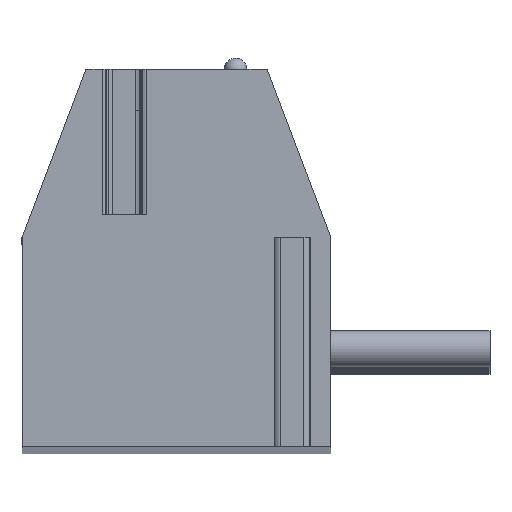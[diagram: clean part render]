
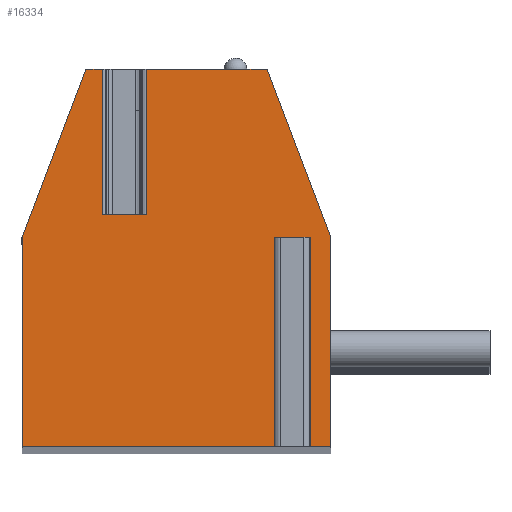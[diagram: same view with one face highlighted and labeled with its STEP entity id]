
A CAD part, top view. The second image highlights one B-rep face of the part: STEP entity #16334.
In plain terms, the highlighted planar face has unit normal (0, 0, 1).
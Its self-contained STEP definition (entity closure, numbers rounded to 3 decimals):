
#13=DIRECTION('',(0.,1.,0.));
#14=VECTOR('',#13,3.2);
#15=CARTESIAN_POINT('',(-1.636,1.,89.535));
#16=LINE('',#15,#14);
#17=DIRECTION('',(1.,0.,0.));
#18=VECTOR('',#17,0.972);
#19=CARTESIAN_POINT('',(-1.636,1.,89.535));
#20=LINE('',#19,#18);
#21=DIRECTION('',(0.,1.,0.));
#22=VECTOR('',#21,3.2);
#23=CARTESIAN_POINT('',(-0.664,1.,89.535));
#24=LINE('',#23,#22);
#25=DIRECTION('',(-1.,0.,0.));
#26=VECTOR('',#25,2.659);
#27=CARTESIAN_POINT('',(1.995,4.2,89.535));
#28=LINE('',#27,#26);
#29=DIRECTION('',(-0.355,0.935,0.));
#30=VECTOR('',#29,3.958);
#31=CARTESIAN_POINT('',(3.4,0.5,89.535));
#32=LINE('',#31,#30);
#33=DIRECTION('',(0.,1.,0.));
#34=VECTOR('',#33,4.6);
#35=CARTESIAN_POINT('',(3.4,-4.1,89.535));
#36=LINE('',#35,#34);
#37=DIRECTION('',(1.,0.,0.));
#38=VECTOR('',#37,0.625);
#39=CARTESIAN_POINT('',(2.775,-4.1,89.535));
#40=LINE('',#39,#38);
#41=DIRECTION('',(0.,1.,0.));
#42=VECTOR('',#41,4.6);
#43=CARTESIAN_POINT('',(2.775,-4.1,89.535));
#44=LINE('',#43,#42);
#45=DIRECTION('',(-1.,0.,0.));
#46=VECTOR('',#45,0.45);
#47=CARTESIAN_POINT('',(2.775,0.5,89.535));
#48=LINE('',#47,#46);
#49=DIRECTION('',(0.,1.,0.));
#50=VECTOR('',#49,4.6);
#51=CARTESIAN_POINT('',(2.325,-4.1,89.535));
#52=LINE('',#51,#50);
#53=DIRECTION('',(1.,0.,0.));
#54=VECTOR('',#53,5.725);
#55=CARTESIAN_POINT('',(-3.4,-4.1,89.535));
#56=LINE('',#55,#54);
#57=DIRECTION('',(0.,-1.,0.));
#58=VECTOR('',#57,4.6);
#59=CARTESIAN_POINT('',(-3.4,0.5,89.535));
#60=LINE('',#59,#58);
#61=DIRECTION('',(-0.355,-0.935,0.));
#62=VECTOR('',#61,3.958);
#63=CARTESIAN_POINT('',(-1.995,4.2,89.535));
#64=LINE('',#63,#62);
#65=DIRECTION('',(-1.,0.,0.));
#66=VECTOR('',#65,0.359);
#67=CARTESIAN_POINT('',(-1.636,4.2,89.535));
#68=LINE('',#67,#66);
#12813=CARTESIAN_POINT('',(-1.995,4.2,89.535));
#12814=CARTESIAN_POINT('',(-3.4,0.5,89.535));
#12815=VERTEX_POINT('',#12813);
#12816=VERTEX_POINT('',#12814);
#12817=CARTESIAN_POINT('',(-3.4,-4.1,89.535));
#12818=VERTEX_POINT('',#12817);
#12819=CARTESIAN_POINT('',(3.4,-4.1,89.535));
#12820=CARTESIAN_POINT('',(3.4,0.5,89.535));
#12821=VERTEX_POINT('',#12819);
#12822=VERTEX_POINT('',#12820);
#12823=CARTESIAN_POINT('',(1.995,4.2,89.535));
#12824=VERTEX_POINT('',#12823);
#12861=CARTESIAN_POINT('',(2.775,0.5,89.535));
#12862=CARTESIAN_POINT('',(2.325,0.5,89.535));
#12863=VERTEX_POINT('',#12861);
#12864=VERTEX_POINT('',#12862);
#12865=CARTESIAN_POINT('',(2.325,-4.1,89.535));
#12866=VERTEX_POINT('',#12865);
#12867=CARTESIAN_POINT('',(2.775,-4.1,89.535));
#12868=VERTEX_POINT('',#12867);
#12929=CARTESIAN_POINT('',(-1.636,1.,89.535));
#12930=CARTESIAN_POINT('',(-1.636,4.2,89.535));
#12931=VERTEX_POINT('',#12929);
#12932=VERTEX_POINT('',#12930);
#12933=CARTESIAN_POINT('',(-0.664,1.,89.535));
#12934=CARTESIAN_POINT('',(-0.664,4.2,89.535));
#12935=VERTEX_POINT('',#12933);
#12936=VERTEX_POINT('',#12934);
#16299=CARTESIAN_POINT('',(0.,0.,89.535));
#16300=DIRECTION('',(0.,0.,1.));
#16301=DIRECTION('',(1.,0.,0.));
#16302=AXIS2_PLACEMENT_3D('',#16299,#16300,#16301);
#16303=PLANE('',#16302);
#16305=ORIENTED_EDGE('',*,*,#16304,.F.);
#16307=ORIENTED_EDGE('',*,*,#16306,.T.);
#16309=ORIENTED_EDGE('',*,*,#16308,.T.);
#16311=ORIENTED_EDGE('',*,*,#16310,.F.);
#16313=ORIENTED_EDGE('',*,*,#16312,.F.);
#16315=ORIENTED_EDGE('',*,*,#16314,.F.);
#16317=ORIENTED_EDGE('',*,*,#16316,.F.);
#16319=ORIENTED_EDGE('',*,*,#16318,.T.);
#16321=ORIENTED_EDGE('',*,*,#16320,.T.);
#16323=ORIENTED_EDGE('',*,*,#16322,.F.);
#16325=ORIENTED_EDGE('',*,*,#16324,.F.);
#16327=ORIENTED_EDGE('',*,*,#16326,.F.);
#16329=ORIENTED_EDGE('',*,*,#16328,.F.);
#16331=ORIENTED_EDGE('',*,*,#16330,.F.);
#16332=EDGE_LOOP('',(#16305,#16307,#16309,#16311,#16313,#16315,#16317,#16319,
#16321,#16323,#16325,#16327,#16329,#16331));
#16333=FACE_OUTER_BOUND('',#16332,.F.);
#16304=EDGE_CURVE('',#12931,#12932,#16,.T.);
#16306=EDGE_CURVE('',#12931,#12935,#20,.T.);
#16308=EDGE_CURVE('',#12935,#12936,#24,.T.);
#16310=EDGE_CURVE('',#12824,#12936,#28,.T.);
#16312=EDGE_CURVE('',#12822,#12824,#32,.T.);
#16314=EDGE_CURVE('',#12821,#12822,#36,.T.);
#16316=EDGE_CURVE('',#12868,#12821,#40,.T.);
#16318=EDGE_CURVE('',#12868,#12863,#44,.T.);
#16320=EDGE_CURVE('',#12863,#12864,#48,.T.);
#16322=EDGE_CURVE('',#12866,#12864,#52,.T.);
#16324=EDGE_CURVE('',#12818,#12866,#56,.T.);
#16326=EDGE_CURVE('',#12816,#12818,#60,.T.);
#16328=EDGE_CURVE('',#12815,#12816,#64,.T.);
#16330=EDGE_CURVE('',#12932,#12815,#68,.T.);
#16334=ADVANCED_FACE('',(#16333),#16303,.T.);
